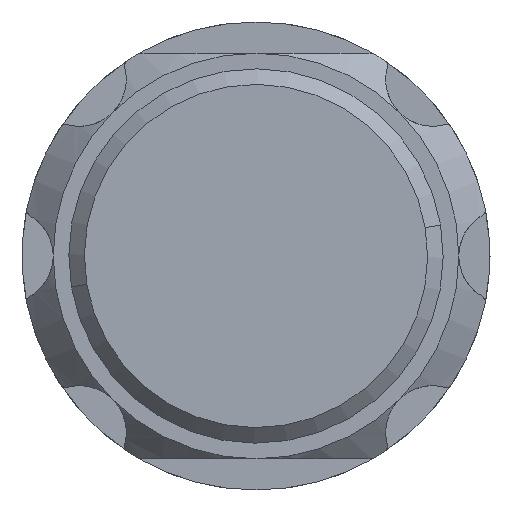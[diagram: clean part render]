
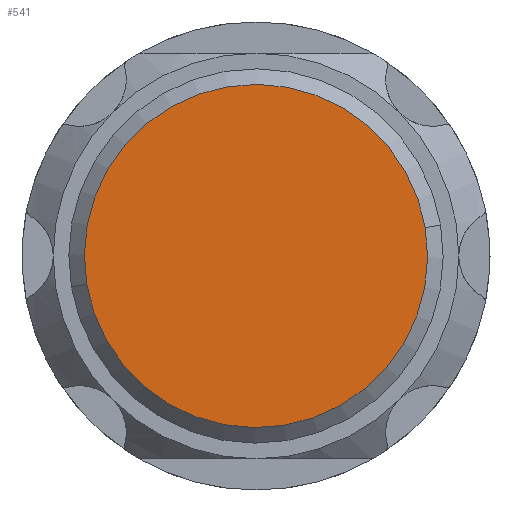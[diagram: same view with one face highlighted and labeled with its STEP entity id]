
A CAD part, front view. The second image highlights one B-rep face of the part: STEP entity #541.
In plain terms, the highlighted planar face has unit normal (0, -1, 0).
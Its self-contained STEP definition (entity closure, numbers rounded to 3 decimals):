
#10 = AXIS2_PLACEMENT_3D ( 'NONE', #5348, #3968, #1007 ) ;
#148 = PLANE ( 'NONE',  #4208 ) ;
#196 = EDGE_LOOP ( 'NONE', ( #1145, #5414 ) ) ;
#541 = ADVANCED_FACE ( 'NONE', ( #1438 ), #148, .T. ) ;
#606 = DIRECTION ( 'NONE',  ( 0., -1., 0. ) ) ;
#613 = DIRECTION ( 'NONE',  ( 0., -1., 0. ) ) ;
#1007 = DIRECTION ( 'NONE',  ( 0.986, 0., 0.165 ) ) ;
#1145 = ORIENTED_EDGE ( 'NONE', *, *, #5059, .T. ) ;
#1438 = FACE_OUTER_BOUND ( 'NONE', #196, .T. ) ;
#1503 = CARTESIAN_POINT ( 'NONE',  ( 0., -5.255, 0. ) ) ;
#1667 = EDGE_CURVE ( 'NONE', #3534, #4195, #3483, .T. ) ;
#1742 = CARTESIAN_POINT ( 'NONE',  ( 5.424, -5.255, 0.91 ) ) ;
#2335 = DIRECTION ( 'NONE',  ( 0.986, 0., 0.165 ) ) ;
#2808 = CARTESIAN_POINT ( 'NONE',  ( -5.424, -5.255, -0.91 ) ) ;
#3483 = CIRCLE ( 'NONE', #4194, 5.5 ) ;
#3534 = VERTEX_POINT ( 'NONE', #1742 ) ;
#3968 = DIRECTION ( 'NONE',  ( 0., -1., 0. ) ) ;
#4194 = AXIS2_PLACEMENT_3D ( 'NONE', #1503, #613, #4487 ) ;
#4195 = VERTEX_POINT ( 'NONE', #2808 ) ;
#4208 = AXIS2_PLACEMENT_3D ( 'NONE', #5279, #606, #2335 ) ;
#4487 = DIRECTION ( 'NONE',  ( 0.986, 0., 0.165 ) ) ;
#4954 = CIRCLE ( 'NONE', #10, 5.5 ) ;
#5059 = EDGE_CURVE ( 'NONE', #4195, #3534, #4954, .T. ) ;
#5279 = CARTESIAN_POINT ( 'NONE',  ( 0., -5.255, 0. ) ) ;
#5348 = CARTESIAN_POINT ( 'NONE',  ( 0., -5.255, 0. ) ) ;
#5414 = ORIENTED_EDGE ( 'NONE', *, *, #1667, .T. ) ;
